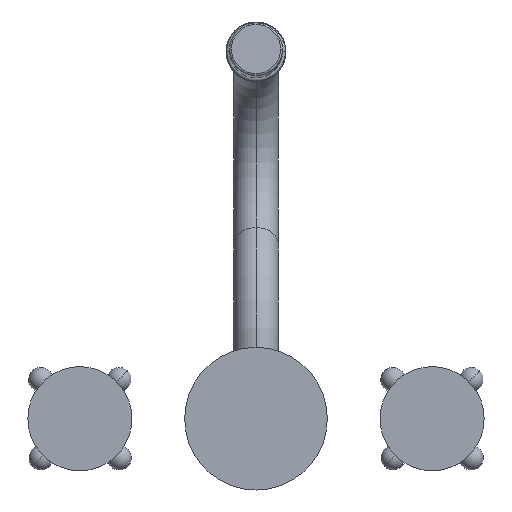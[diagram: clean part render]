
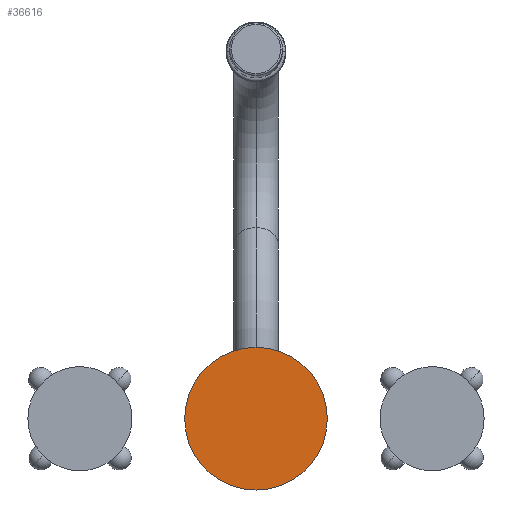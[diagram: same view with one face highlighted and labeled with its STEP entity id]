
A CAD part, front view. The second image highlights one B-rep face of the part: STEP entity #36616.
In plain terms, the highlighted planar face has unit normal (0, -1, 0).
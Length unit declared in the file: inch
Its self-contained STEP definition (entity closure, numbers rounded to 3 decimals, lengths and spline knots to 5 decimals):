
#29912=CARTESIAN_POINT('',(0.,0.,0.));
#29913=DIRECTION('',(0.,1.,0.));
#29914=DIRECTION('',(0.,0.,-1.));
#29915=AXIS2_PLACEMENT_3D('',#29912,#29913,#29914);
#29926=CARTESIAN_POINT('',(0.,0.,0.));
#29927=DIRECTION('',(0.,-1.,0.));
#29928=DIRECTION('',(0.,0.,-1.));
#29929=AXIS2_PLACEMENT_3D('',#29926,#29927,#29928);
#30816=CARTESIAN_POINT('',(0.,0.,-1.62));
#30817=CARTESIAN_POINT('',(0.,0.,1.62));
#30818=VERTEX_POINT('',#30816);
#30819=VERTEX_POINT('',#30817);
#36607=CARTESIAN_POINT('',(0.,0.,0.));
#36608=DIRECTION('',(0.,-1.,0.));
#36609=DIRECTION('',(0.,0.,1.));
#36610=AXIS2_PLACEMENT_3D('',#36607,#36608,#36609);
#36611=PLANE('',#36610);
#36612=ORIENTED_EDGE('',*,*,#36601,.F.);
#36613=ORIENTED_EDGE('',*,*,#36587,.T.);
#36614=EDGE_LOOP('',(#36612,#36613));
#36615=FACE_OUTER_BOUND('',#36614,.F.);
#36616=ADVANCED_FACE('',(#36615),#36611,.T.);
#29916=CIRCLE('',#29915,1.62);
#29930=CIRCLE('',#29929,1.62);
#36587=EDGE_CURVE('',#30818,#30819,#29916,.T.);
#36601=EDGE_CURVE('',#30818,#30819,#29930,.T.);
